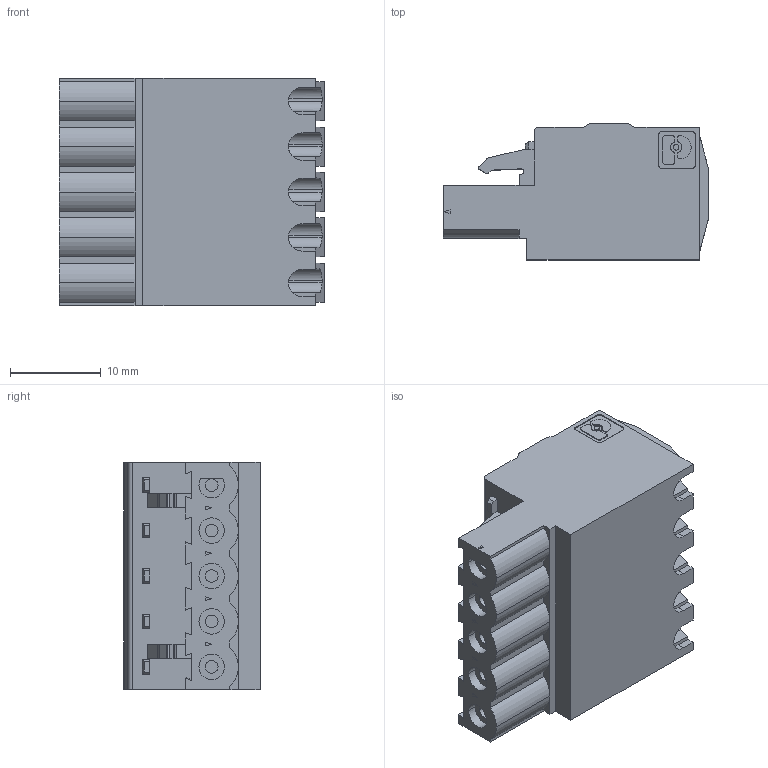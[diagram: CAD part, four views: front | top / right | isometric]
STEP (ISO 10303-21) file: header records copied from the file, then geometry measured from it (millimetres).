
FILE_DESCRIPTION(('SolidDesigner STEP Export'),'2;1');
FILE_NAME('qc_1-5-st_bus.stp','2006-07-18T 9:20:26',(''),(''),'OneSpace Designer STEP processor for AP214 (Solid Model)','OneSpace Designer 13.01 05-Feb-2005 (C) CoCreate Software GmbH','');
FILE_SCHEMA(('AUTOMOTIVE_DESIGN { 1 0 10303 214 1 1 1 1 }'));
Length unit declared in the file: millimetre
Products named in the file (2): qc_1-5-st_bus
Assembly tree (1 placements, depth 2):
  qc_1-5-st_bus
    qc_1-5-st_bus
Bounding box: 29.2 x 15 x 25 mm (x, y, z)
Volume: 7592.4 mm3; surface area: 3861.8 mm2
Topology: 1 solids, 1 shells, 495 faces, 1329 edges, 858 vertices
Faces by surface type: plane 365, cylinder 130
Entity records: 17018 total; most frequent: ORIENTED_EDGE 2658, CARTESIAN_POINT 2496, DIRECTION 2261, EDGE_CURVE 1329, VECTOR 1015, LINE 1015, VERTEX_POINT 858, AXIS2_PLACEMENT_3D 623
